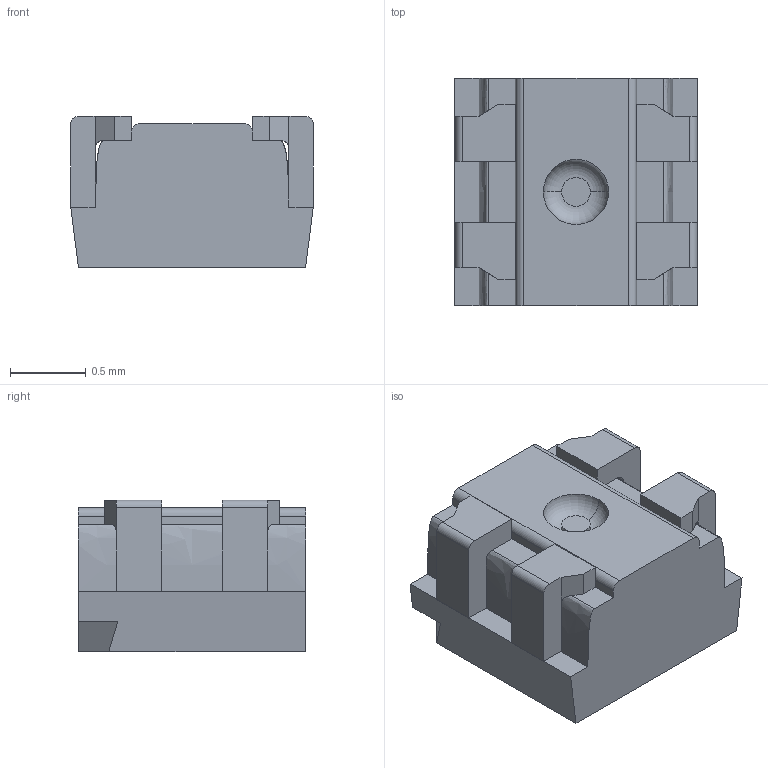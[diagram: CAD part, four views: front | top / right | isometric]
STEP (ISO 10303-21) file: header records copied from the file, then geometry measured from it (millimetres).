
FILE_DESCRIPTION (( 'STEP AP214' ), '1' );
FILE_NAME ('XL-B1515RGBA-HF.STEP', '2025-07-05T18:07:34', ( '' ), ( '' ), 'SwSTEP 2.0', 'SolidWorks 2025', '' );
FILE_SCHEMA (( 'AUTOMOTIVE_DESIGN' ));
Length unit declared in the file: millimetre
Products named in the file (4): 引脚2; XL-B1515RGBA-HF; XL-B1515RGBA-HF本体; 引脚1
Assembly tree (5 placements, depth 2):
  XL-B1515RGBA-HF
    XL-B1515RGBA-HF本体
    引脚2  x2
    引脚1  x2
Bounding box: 1.6 x 1.5 x 1 mm (x, y, z)
Volume: 1.6 mm3; surface area: 18.4 mm2
Topology: 10 solids, 10 shells, 136 faces, 343 edges, 234 vertices
Faces by surface type: plane 96, cylinder 34, bspline 4, torus 2
Entity records: 4707 total; most frequent: CARTESIAN_POINT 867, DIRECTION 573, ORIENTED_EDGE 570, EDGE_CURVE 285, VERTEX_POINT 196, VECTOR 193, LINE 193, AXIS2_PLACEMENT_3D 190
